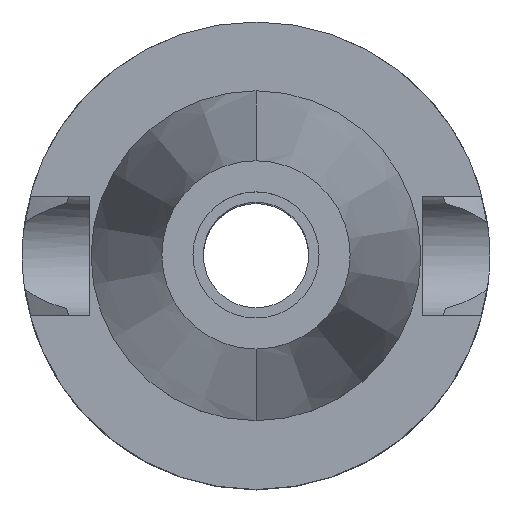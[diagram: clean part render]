
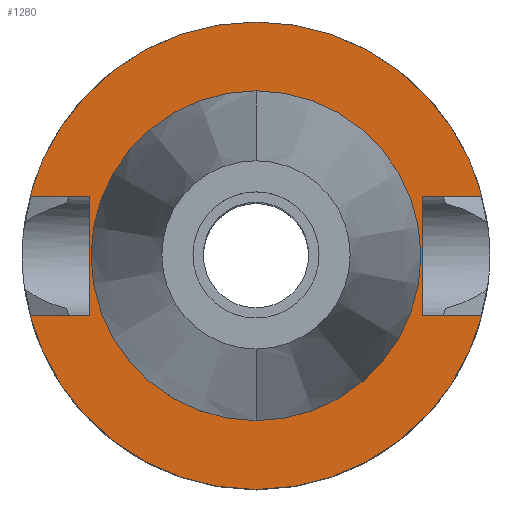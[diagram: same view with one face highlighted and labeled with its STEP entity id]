
A CAD part, top view. The second image highlights one B-rep face of the part: STEP entity #1280.
In plain terms, the highlighted planar face has unit normal (0, 0, 1).
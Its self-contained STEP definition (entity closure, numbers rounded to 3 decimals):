
#94=DIRECTION('',(0.,1.,0.));
#95=VECTOR('',#94,16.1);
#96=CARTESIAN_POINT('',(-22.5,-8.05,-1.));
#97=LINE('',#96,#95);
#101=DIRECTION('',(-1.,0.,0.));
#102=VECTOR('',#101,7.954);
#103=CARTESIAN_POINT('',(-22.5,8.05,-1.));
#104=LINE('',#103,#102);
#108=CARTESIAN_POINT('',(0.,0.,-1.));
#109=DIRECTION('',(0.,0.,-1.));
#110=DIRECTION('',(-0.967,0.256,0.));
#111=AXIS2_PLACEMENT_3D('',#108,#109,#110);
#116=CARTESIAN_POINT('',(0.,0.,-1.));
#117=DIRECTION('',(0.,0.,-1.));
#118=DIRECTION('',(0.,1.,0.));
#119=AXIS2_PLACEMENT_3D('',#116,#117,#118);
#124=DIRECTION('',(0.,-1.,0.));
#125=VECTOR('',#124,16.1);
#126=CARTESIAN_POINT('',(22.5,8.05,-1.));
#127=LINE('',#126,#125);
#131=DIRECTION('',(1.,0.,0.));
#132=VECTOR('',#131,7.954);
#133=CARTESIAN_POINT('',(22.5,-8.05,-1.));
#134=LINE('',#133,#132);
#138=CARTESIAN_POINT('',(0.,0.,-1.));
#139=DIRECTION('',(0.,0.,-1.));
#140=DIRECTION('',(0.967,-0.256,0.));
#141=AXIS2_PLACEMENT_3D('',#138,#139,#140);
#146=CARTESIAN_POINT('',(0.,0.,-1.));
#147=DIRECTION('',(0.,0.,-1.));
#148=DIRECTION('',(0.,-1.,0.));
#149=AXIS2_PLACEMENT_3D('',#146,#147,#148);
#154=CARTESIAN_POINT('',(0.,0.,-1.));
#155=DIRECTION('',(0.,0.,1.));
#156=DIRECTION('',(0.,-1.,0.));
#157=AXIS2_PLACEMENT_3D('',#154,#155,#156);
#162=CARTESIAN_POINT('',(0.,0.,-1.));
#163=DIRECTION('',(0.,0.,1.));
#164=DIRECTION('',(0.,1.,0.));
#165=AXIS2_PLACEMENT_3D('',#162,#163,#164);
#200=DIRECTION('',(-1.,0.,0.));
#201=VECTOR('',#200,7.954);
#202=CARTESIAN_POINT('',(-22.5,-8.05,-1.));
#203=LINE('',#202,#201);
#337=DIRECTION('',(1.,0.,0.));
#338=VECTOR('',#337,7.954);
#339=CARTESIAN_POINT('',(22.5,8.05,-1.));
#340=LINE('',#339,#338);
#1137=CARTESIAN_POINT('',(-22.5,-8.05,-1.));
#1138=VERTEX_POINT('',#1137);
#1139=CARTESIAN_POINT('',(-30.454,-8.05,-1.));
#1140=VERTEX_POINT('',#1139);
#1143=CARTESIAN_POINT('',(-22.5,8.05,-1.));
#1144=VERTEX_POINT('',#1143);
#1145=CARTESIAN_POINT('',(-30.454,8.05,-1.));
#1146=VERTEX_POINT('',#1145);
#1147=CARTESIAN_POINT('',(0.,31.5,-1.));
#1148=CARTESIAN_POINT('',(30.454,8.05,-1.));
#1149=VERTEX_POINT('',#1147);
#1150=VERTEX_POINT('',#1148);
#1151=CARTESIAN_POINT('',(22.5,8.05,-1.));
#1152=VERTEX_POINT('',#1151);
#1153=CARTESIAN_POINT('',(22.5,-8.05,-1.));
#1154=VERTEX_POINT('',#1153);
#1155=CARTESIAN_POINT('',(30.454,-8.05,-1.));
#1156=VERTEX_POINT('',#1155);
#1157=CARTESIAN_POINT('',(0.,-31.5,-1.));
#1158=VERTEX_POINT('',#1157);
#1159=CARTESIAN_POINT('',(0.,-22.225,-1.));
#1160=CARTESIAN_POINT('',(0.,22.225,-1.));
#1161=VERTEX_POINT('',#1159);
#1162=VERTEX_POINT('',#1160);
#1249=CARTESIAN_POINT('',(0.,0.,-1.));
#1250=DIRECTION('',(0.,0.,-1.));
#1251=DIRECTION('',(0.,-1.,0.));
#1252=AXIS2_PLACEMENT_3D('',#1249,#1250,#1251);
#1253=PLANE('',#1252);
#1255=ORIENTED_EDGE('',*,*,#1254,.T.);
#1257=ORIENTED_EDGE('',*,*,#1256,.T.);
#1259=ORIENTED_EDGE('',*,*,#1258,.T.);
#1261=ORIENTED_EDGE('',*,*,#1260,.T.);
#1263=ORIENTED_EDGE('',*,*,#1262,.F.);
#1265=ORIENTED_EDGE('',*,*,#1264,.T.);
#1267=ORIENTED_EDGE('',*,*,#1266,.T.);
#1269=ORIENTED_EDGE('',*,*,#1268,.T.);
#1271=ORIENTED_EDGE('',*,*,#1270,.T.);
#1273=ORIENTED_EDGE('',*,*,#1272,.F.);
#1274=EDGE_LOOP('',(#1255,#1257,#1259,#1261,#1263,#1265,#1267,#1269,#1271,
#1273));
#1275=FACE_OUTER_BOUND('',#1274,.F.);
#1276=ORIENTED_EDGE('',*,*,#1228,.T.);
#1277=ORIENTED_EDGE('',*,*,#1244,.T.);
#1278=EDGE_LOOP('',(#1276,#1277));
#1279=FACE_BOUND('',#1278,.F.);
#112=CIRCLE('',#111,31.5);
#120=CIRCLE('',#119,31.5);
#142=CIRCLE('',#141,31.5);
#150=CIRCLE('',#149,31.5);
#158=CIRCLE('',#157,22.225);
#166=CIRCLE('',#165,22.225);
#1228=EDGE_CURVE('',#1161,#1162,#158,.T.);
#1244=EDGE_CURVE('',#1162,#1161,#166,.T.);
#1254=EDGE_CURVE('',#1138,#1144,#97,.T.);
#1256=EDGE_CURVE('',#1144,#1146,#104,.T.);
#1258=EDGE_CURVE('',#1146,#1149,#112,.T.);
#1260=EDGE_CURVE('',#1149,#1150,#120,.T.);
#1262=EDGE_CURVE('',#1152,#1150,#340,.T.);
#1264=EDGE_CURVE('',#1152,#1154,#127,.T.);
#1266=EDGE_CURVE('',#1154,#1156,#134,.T.);
#1268=EDGE_CURVE('',#1156,#1158,#142,.T.);
#1270=EDGE_CURVE('',#1158,#1140,#150,.T.);
#1272=EDGE_CURVE('',#1138,#1140,#203,.T.);
#1280=ADVANCED_FACE('',(#1275,#1279),#1253,.F.);
